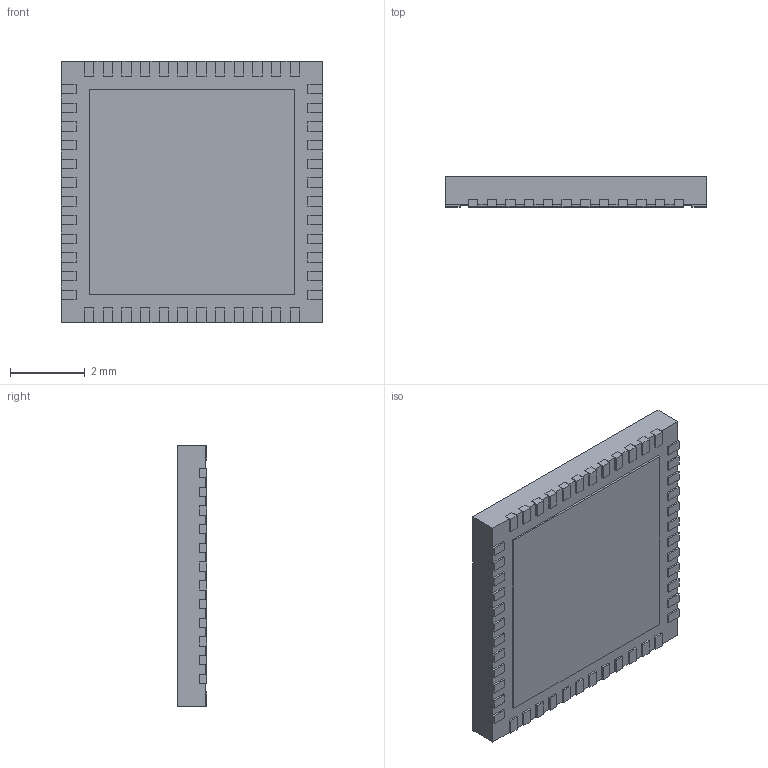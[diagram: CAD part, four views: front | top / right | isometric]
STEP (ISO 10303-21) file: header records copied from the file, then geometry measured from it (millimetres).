
FILE_DESCRIPTION (( 'STEP AP214' ), '1' );
FILE_NAME ('T4877+4.STEP', '2020-12-01T08:19:33', ( '' ), ( '' ), 'SwSTEP 2.0', 'SolidWorks 2018', '' );
FILE_SCHEMA (( 'AUTOMOTIVE_DESIGN' ));
Length unit declared in the file: millimetre
Products named in the file (1): T4877+4
Bounding box: 7 x 0.8 x 7 mm (x, y, z)
Volume: 38.5 mm3; surface area: 215.5 mm2
Topology: 51 solids, 51 shells, 504 faces, 1200 edges, 800 vertices
Faces by surface type: plane 500, cylinder 4
Entity records: 14736 total; most frequent: CARTESIAN_POINT 2505, ORIENTED_EDGE 2400, DIRECTION 2218, EDGE_CURVE 1200, VECTOR 1192, LINE 1192, VERTEX_POINT 800, AXIS2_PLACEMENT_3D 513
